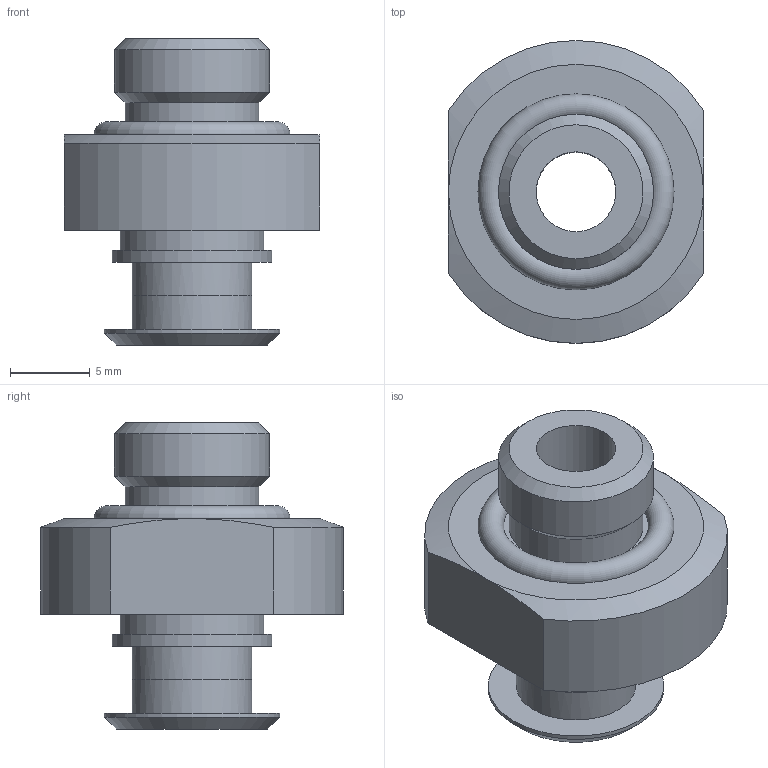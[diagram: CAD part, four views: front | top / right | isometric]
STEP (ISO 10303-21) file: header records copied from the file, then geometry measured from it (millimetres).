
FILE_DESCRIPTION( ( 'Unknown' ), '1' );
FILE_NAME( '0900044.stp', 'Unknown', ( 'Unknown' ), ( 'Unknown' ), 'PSStep 14.0', 'Unknown', ' ' );
FILE_SCHEMA( ( 'AUTOMOTIVE_DESIGN { 1 0 10303 214 1 1 1 1 }' ) );
Length unit declared in the file: millimetre
Products named in the file (2): Assem1; 0900044_0
Assembly tree (1 placements, depth 2):
  Assem1
    0900044_0
Bounding box: 16 x 19 x 19.2 mm (x, y, z)
Volume: 2021.8 mm3; surface area: 1645 mm2
Topology: 1 solids, 1 shells, 26 faces, 52 edges, 34 vertices
Faces by surface type: cylinder 10, plane 10, cone 5, torus 1
Full cylindrical faces by diameter (mm): 5 x1, 7.5 x2, 8.4 x1, 9 x1, 9.73 x1, 10 x1, 11 x1
Entity records: 981 total; most frequent: CARTESIAN_POINT 145, DIRECTION 110, ORIENTED_EDGE 70, PRESENTATION_STYLE_ASSIGNMENT 53, COLOUR_RGB 53, AXIS2_PLACEMENT_3D 52, EDGE_LOOP 46, FACE_OUTER_BOUND 35
